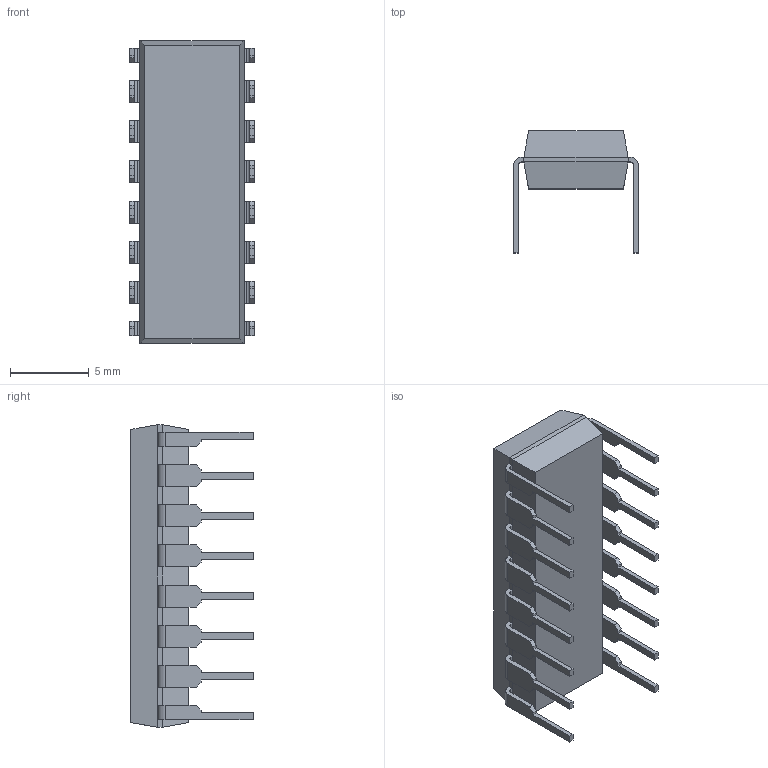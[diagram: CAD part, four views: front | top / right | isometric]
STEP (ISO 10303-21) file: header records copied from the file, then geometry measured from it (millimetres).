
FILE_DESCRIPTION (( 'STEP AP214' ), '1' );
FILE_NAME ('SG3525AN.STEP', '2023-04-17T22:51:00', ( '' ), ( '' ), 'SwSTEP 2.0', 'SolidWorks 2021', '' );
FILE_SCHEMA (( 'AUTOMOTIVE_DESIGN' ));
Length unit declared in the file: inch
Products named in the file (1): SG3525AN
Bounding box: 7.91 x 7.75 x 19.18 mm (x, y, z)
Volume: 463.5 mm3; surface area: 651.7 mm2
Topology: 18 solids, 18 shells, 269 faces, 688 edges, 456 vertices
Faces by surface type: plane 232, cylinder 37
Entity records: 8259 total; most frequent: CARTESIAN_POINT 1414, ORIENTED_EDGE 1376, DIRECTION 1302, EDGE_CURVE 688, VECTOR 614, LINE 614, VERTEX_POINT 456, AXIS2_PLACEMENT_3D 344
